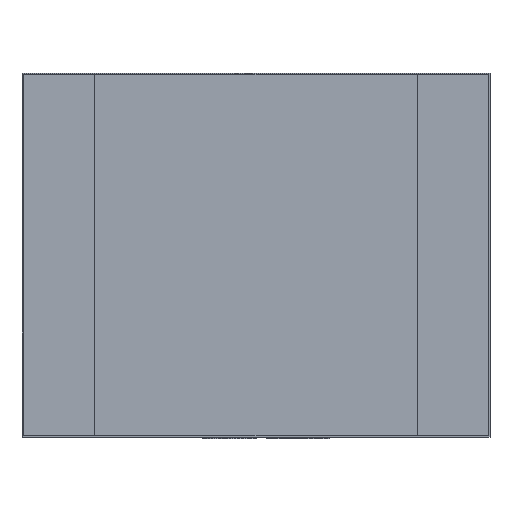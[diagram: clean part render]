
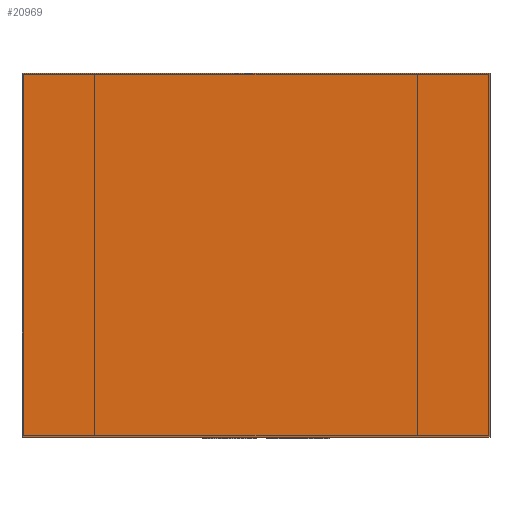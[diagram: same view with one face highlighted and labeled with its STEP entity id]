
A CAD part, top view. The second image highlights one B-rep face of the part: STEP entity #20969.
In plain terms, the highlighted planar face has unit normal (0, 0, 1).
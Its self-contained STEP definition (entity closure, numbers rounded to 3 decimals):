
#1754 = CARTESIAN_POINT ( 'NONE',  ( -1.8, -1.4, 0. ) ) ;
#5711 = LINE ( 'NONE', #1754, #44804 ) ;
#5755 = EDGE_CURVE ( 'NONE', #20302, #22579, #5711, .T. ) ;
#5890 = CARTESIAN_POINT ( 'NONE',  ( -1.8, -1.4, 0. ) ) ;
#9195 = CARTESIAN_POINT ( 'NONE',  ( -1.8, 1.4, 0. ) ) ;
#9609 = ORIENTED_EDGE ( 'NONE', *, *, #40754, .T. ) ;
#9843 = VERTEX_POINT ( 'NONE', #34961 ) ;
#12246 = VECTOR ( 'NONE', #25006, 1000. ) ;
#12370 = EDGE_LOOP ( 'NONE', ( #45057, #37292, #9609, #40352 ) ) ;
#16452 = EDGE_CURVE ( 'NONE', #9843, #29202, #45496, .T. ) ;
#18664 = DIRECTION ( 'NONE',  ( 0., 0., 1. ) ) ;
#19622 = CARTESIAN_POINT ( 'NONE',  ( -1.8, 1.4, 0. ) ) ;
#20302 = VERTEX_POINT ( 'NONE', #5890 ) ;
#20969 = ADVANCED_FACE ( 'NONE', ( #40603 ), #22186, .T. ) ;
#21707 = EDGE_CURVE ( 'NONE', #22579, #9843, #35671, .T. ) ;
#22186 = PLANE ( 'NONE',  #26722 ) ;
#22579 = VERTEX_POINT ( 'NONE', #44078 ) ;
#23156 = DIRECTION ( 'NONE',  ( 0., -1., 0. ) ) ;
#23706 = VECTOR ( 'NONE', #23156, 1000. ) ;
#25006 = DIRECTION ( 'NONE',  ( -1., 0., 0. ) ) ;
#26722 = AXIS2_PLACEMENT_3D ( 'NONE', #36409, #18664, #32910 ) ;
#28004 = DIRECTION ( 'NONE',  ( 0., 1., 0. ) ) ;
#28345 = CARTESIAN_POINT ( 'NONE',  ( -1.8, 1.4, 0. ) ) ;
#29202 = VERTEX_POINT ( 'NONE', #19622 ) ;
#32079 = VECTOR ( 'NONE', #28004, 1000. ) ;
#32910 = DIRECTION ( 'NONE',  ( 1., 0., 0. ) ) ;
#34961 = CARTESIAN_POINT ( 'NONE',  ( 1.8, 1.4, 0. ) ) ;
#35671 = LINE ( 'NONE', #42417, #32079 ) ;
#36409 = CARTESIAN_POINT ( 'NONE',  ( 0., 0., 0. ) ) ;
#36694 = LINE ( 'NONE', #9195, #23706 ) ;
#36923 = DIRECTION ( 'NONE',  ( 1., 0., 0. ) ) ;
#37292 = ORIENTED_EDGE ( 'NONE', *, *, #16452, .T. ) ;
#40352 = ORIENTED_EDGE ( 'NONE', *, *, #5755, .T. ) ;
#40603 = FACE_OUTER_BOUND ( 'NONE', #12370, .T. ) ;
#40754 = EDGE_CURVE ( 'NONE', #29202, #20302, #36694, .T. ) ;
#42417 = CARTESIAN_POINT ( 'NONE',  ( 1.8, 1.4, 0. ) ) ;
#44078 = CARTESIAN_POINT ( 'NONE',  ( 1.8, -1.4, 0. ) ) ;
#44804 = VECTOR ( 'NONE', #36923, 1000. ) ;
#45057 = ORIENTED_EDGE ( 'NONE', *, *, #21707, .T. ) ;
#45496 = LINE ( 'NONE', #28345, #12246 ) ;
